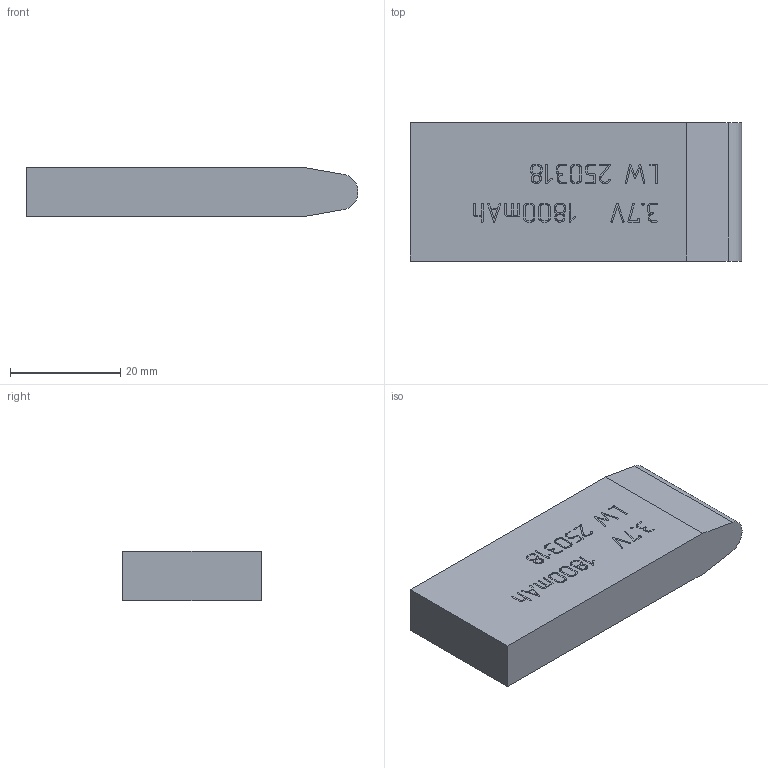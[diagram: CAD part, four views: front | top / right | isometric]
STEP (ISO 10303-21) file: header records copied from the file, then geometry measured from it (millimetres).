
FILE_DESCRIPTION(('STEP AP242'), '1');
FILE_NAME('battery', '', ('UNSPECIFIED'), ('UNSPECIFIED'), 'C3D Converter', 'C3D Toolkit', '');
FILE_SCHEMA(('AP242_MANAGED_MODEL_BASED_3D_ENGINEERING_MIM_LF { 1 0 10303 442 1 1 4 }'));
Length unit declared in the file: millimetre
Bounding box: 60 x 25 x 9 mm (x, y, z)
Volume: 12996.6 mm3; surface area: 4367.1 mm2
Topology: 1 solids, 1 shells, 519 faces, 1470 edges, 980 vertices
Faces by surface type: extrusion 325, plane 192, cylinder 2
Entity records: 21206 total; most frequent: CARTESIAN_POINT 4920, ORIENTED_EDGE 2940, DIRECTION 1539, EDGE_CURVE 1470, VECTOR 1141, VERTEX_POINT 980, B_SPLINE_CURVE_WITH_KNOTS 975, LINE 816
